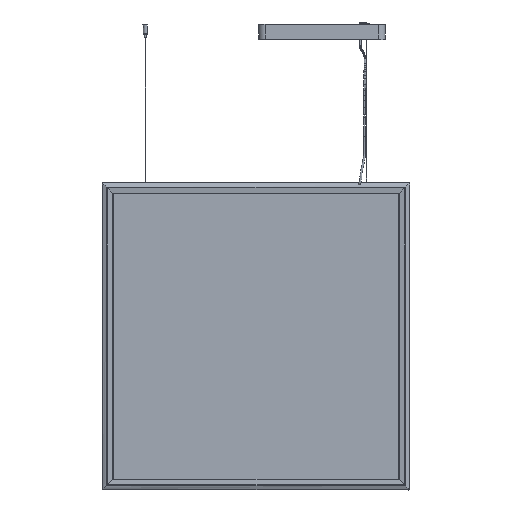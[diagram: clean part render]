
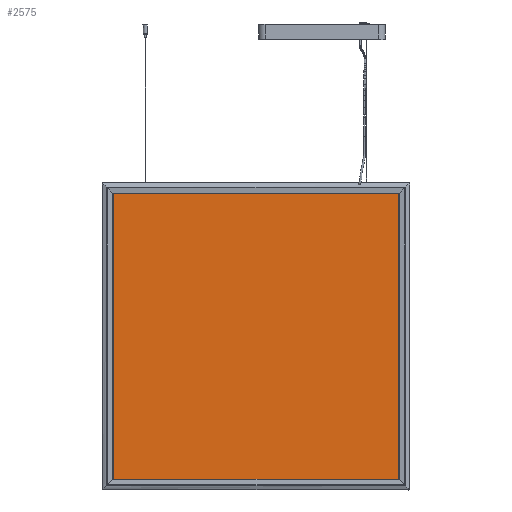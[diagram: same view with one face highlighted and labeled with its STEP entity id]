
A CAD part, front view. The second image highlights one B-rep face of the part: STEP entity #2575.
In plain terms, the highlighted planar face has unit normal (0, -1, 0).
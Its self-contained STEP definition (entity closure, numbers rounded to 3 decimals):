
#2575=ADVANCED_FACE('',(#2853),#5890,.T.);
#2853=FACE_OUTER_BOUND('',#3131,.T.);
#3131=EDGE_LOOP('',(#3418,#3419,#3420,#3421));
#3418=ORIENTED_EDGE('',*,*,#4660,.T.);
#3419=ORIENTED_EDGE('',*,*,#4669,.T.);
#3420=ORIENTED_EDGE('',*,*,#4664,.F.);
#3421=ORIENTED_EDGE('',*,*,#4668,.F.);
#4660=EDGE_CURVE('',#5506,#5507,#5313,.T.);
#4664=EDGE_CURVE('',#5510,#5511,#5317,.T.);
#4668=EDGE_CURVE('',#5506,#5510,#5321,.T.);
#4669=EDGE_CURVE('',#5507,#5511,#5322,.T.);
#5313=B_SPLINE_CURVE_WITH_KNOTS('',1,(#6202,#6203),.UNSPECIFIED.,.F.,.F.,
(2,2),(0.,931.2),.UNSPECIFIED.);
#5317=B_SPLINE_CURVE_WITH_KNOTS('',1,(#6210,#6211),.UNSPECIFIED.,.F.,.F.,
(2,2),(0.,931.2),.UNSPECIFIED.);
#5321=B_SPLINE_CURVE_WITH_KNOTS('',1,(#6218,#6219),.UNSPECIFIED.,.F.,.F.,
(2,2),(0.,929.),.UNSPECIFIED.);
#5322=B_SPLINE_CURVE_WITH_KNOTS('',1,(#6220,#6221),.UNSPECIFIED.,.F.,.F.,
(2,2),(0.,929.),.UNSPECIFIED.);
#5506=VERTEX_POINT('',#6194);
#5507=VERTEX_POINT('',#6195);
#5510=VERTEX_POINT('',#6198);
#5511=VERTEX_POINT('',#6199);
#5890=PLANE('',#5985);
#5985=AXIS2_PLACEMENT_3D('',#6188,#6084,$);
#6084=DIRECTION('',(0.,-1.,0.));
#6188=CARTESIAN_POINT('',(792.727,-2.,-495.456));
#6194=CARTESIAN_POINT('',(792.727,-2.,-495.456));
#6195=CARTESIAN_POINT('',(1723.927,-2.,-495.456));
#6198=CARTESIAN_POINT('',(792.727,-2.,433.544));
#6199=CARTESIAN_POINT('',(1723.927,-2.,433.544));
#6202=CARTESIAN_POINT('',(792.727,-2.,-495.456));
#6203=CARTESIAN_POINT('',(1723.927,-2.,-495.456));
#6210=CARTESIAN_POINT('',(792.727,-2.,433.544));
#6211=CARTESIAN_POINT('',(1723.927,-2.,433.544));
#6218=CARTESIAN_POINT('',(792.727,-2.,-495.456));
#6219=CARTESIAN_POINT('',(792.727,-2.,433.544));
#6220=CARTESIAN_POINT('',(1723.927,-2.,-495.456));
#6221=CARTESIAN_POINT('',(1723.927,-2.,433.544));
